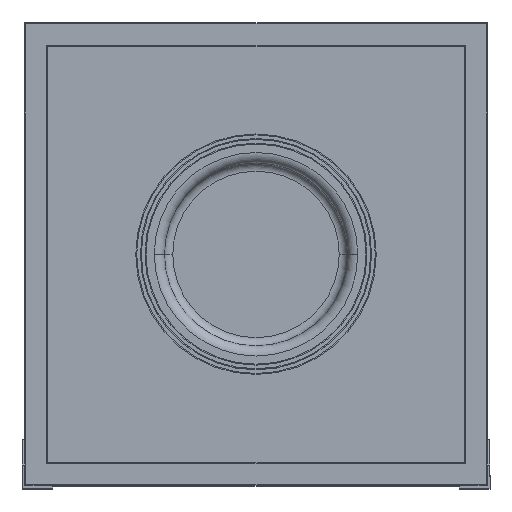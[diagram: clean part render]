
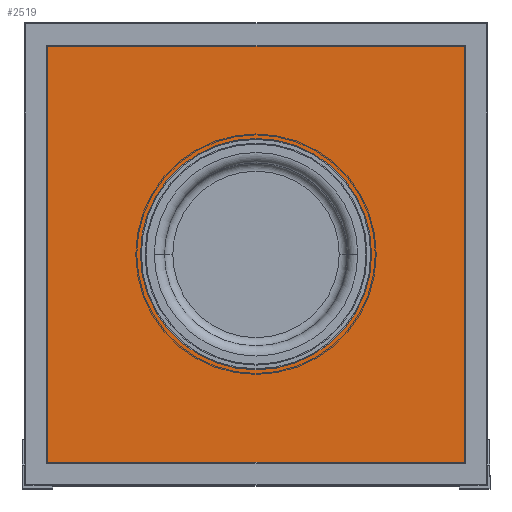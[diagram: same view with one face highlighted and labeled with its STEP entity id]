
A CAD part, top view. The second image highlights one B-rep face of the part: STEP entity #2519.
In plain terms, the highlighted planar face has unit normal (0, 0, 1).
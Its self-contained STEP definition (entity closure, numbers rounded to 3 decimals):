
#1823 = VERTEX_POINT ( 'NONE', #3953 ) ;
#1824 = VERTEX_POINT ( 'NONE', #3952 ) ;
#1843 = EDGE_CURVE ( 'NONE', #1823, #1824, #4044, .T. ) ;
#2442 = EDGE_CURVE ( 'NONE', #2443, #2461, #5142, .T. ) ;
#2443 = VERTEX_POINT ( 'NONE', #5137 ) ;
#2451 = EDGE_CURVE ( 'NONE', #2452, #2443, #5191, .T. ) ;
#2452 = VERTEX_POINT ( 'NONE', #5184 ) ;
#2458 = VERTEX_POINT ( 'NONE', #5173 ) ;
#2460 = EDGE_CURVE ( 'NONE', #2461, #2458, #5172, .T. ) ;
#2461 = VERTEX_POINT ( 'NONE', #5168 ) ;
#2498 = EDGE_CURVE ( 'NONE', #1824, #1823, #5249, .T. ) ;
#2499 = ORIENTED_EDGE ( 'NONE', *, *, #1843, .F. ) ;
#2500 = EDGE_LOOP ( 'NONE', ( #2501, #2502, #2503, #2504 ) ) ;
#2501 = ORIENTED_EDGE ( 'NONE', *, *, #2460, .T. ) ;
#2502 = ORIENTED_EDGE ( 'NONE', *, *, #2517, .T. ) ;
#2503 = ORIENTED_EDGE ( 'NONE', *, *, #2451, .T. ) ;
#2504 = ORIENTED_EDGE ( 'NONE', *, *, #2442, .T. ) ;
#2517 = EDGE_CURVE ( 'NONE', #2458, #2452, #5293, .T. ) ;
#2519 = ADVANCED_FACE ( 'NONE', ( #5286, #5285 ), #5284, .T. ) ;
#2520 = EDGE_LOOP ( 'NONE', ( #2521, #2499 ) ) ;
#2521 = ORIENTED_EDGE ( 'NONE', *, *, #2498, .F. ) ;
#3952 = CARTESIAN_POINT ( 'NONE',  ( -125., 0., 247. ) ) ;
#3953 = CARTESIAN_POINT ( 'NONE',  ( 125., 0., 247. ) ) ;
#4040 = DIRECTION ( 'NONE',  ( 1., 0., 0. ) ) ;
#4041 = DIRECTION ( 'NONE',  ( 0., 0., 1. ) ) ;
#4042 = CARTESIAN_POINT ( 'NONE',  ( 0., 0., 247. ) ) ;
#4043 = AXIS2_PLACEMENT_3D ( 'NONE', #4042, #4041, #4040 ) ;
#4044 = CIRCLE ( 'NONE', #4043, 125. ) ;
#5137 = CARTESIAN_POINT ( 'NONE',  ( 225., -225., 247. ) ) ;
#5139 = DIRECTION ( 'NONE',  ( 0., 1., 0. ) ) ;
#5140 = VECTOR ( 'NONE', #5139, 1000. ) ;
#5141 = CARTESIAN_POINT ( 'NONE',  ( 225., -225., 247. ) ) ;
#5142 = LINE ( 'NONE', #5141, #5140 ) ;
#5168 = CARTESIAN_POINT ( 'NONE',  ( 225., 225., 247. ) ) ;
#5169 = DIRECTION ( 'NONE',  ( -1., 0., 0. ) ) ;
#5170 = VECTOR ( 'NONE', #5169, 1000. ) ;
#5171 = CARTESIAN_POINT ( 'NONE',  ( 225., 225., 247. ) ) ;
#5172 = LINE ( 'NONE', #5171, #5170 ) ;
#5173 = CARTESIAN_POINT ( 'NONE',  ( -225., 225., 247. ) ) ;
#5184 = CARTESIAN_POINT ( 'NONE',  ( -225., -225., 247. ) ) ;
#5185 = DIRECTION ( 'NONE',  ( 1., 0., 0. ) ) ;
#5186 = VECTOR ( 'NONE', #5185, 1000. ) ;
#5187 = CARTESIAN_POINT ( 'NONE',  ( -225., -225., 247. ) ) ;
#5191 = LINE ( 'NONE', #5187, #5186 ) ;
#5245 = DIRECTION ( 'NONE',  ( 1., 0., 0. ) ) ;
#5246 = DIRECTION ( 'NONE',  ( 0., 0., 1. ) ) ;
#5247 = CARTESIAN_POINT ( 'NONE',  ( 0., 0., 247. ) ) ;
#5248 = AXIS2_PLACEMENT_3D ( 'NONE', #5247, #5246, #5245 ) ;
#5249 = CIRCLE ( 'NONE', #5248, 125. ) ;
#5280 = DIRECTION ( 'NONE',  ( 1., 0., 0. ) ) ;
#5281 = DIRECTION ( 'NONE',  ( 0., 0., 1. ) ) ;
#5282 = CARTESIAN_POINT ( 'NONE',  ( -225., 225., 247. ) ) ;
#5283 = AXIS2_PLACEMENT_3D ( 'NONE', #5282, #5281, #5280 ) ;
#5284 = PLANE ( 'NONE',  #5283 ) ;
#5285 = FACE_OUTER_BOUND ( 'NONE', #2500, .T. ) ;
#5286 = FACE_BOUND ( 'NONE', #2520, .T. ) ;
#5287 = DIRECTION ( 'NONE',  ( 0., -1., 0. ) ) ;
#5288 = VECTOR ( 'NONE', #5287, 1000. ) ;
#5289 = CARTESIAN_POINT ( 'NONE',  ( -225., 225., 247. ) ) ;
#5293 = LINE ( 'NONE', #5289, #5288 ) ;
